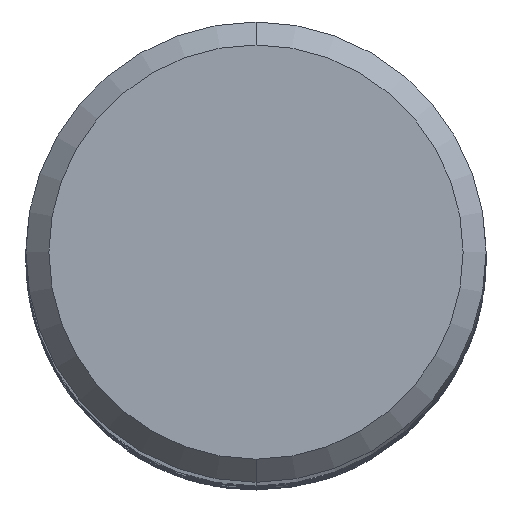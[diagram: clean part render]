
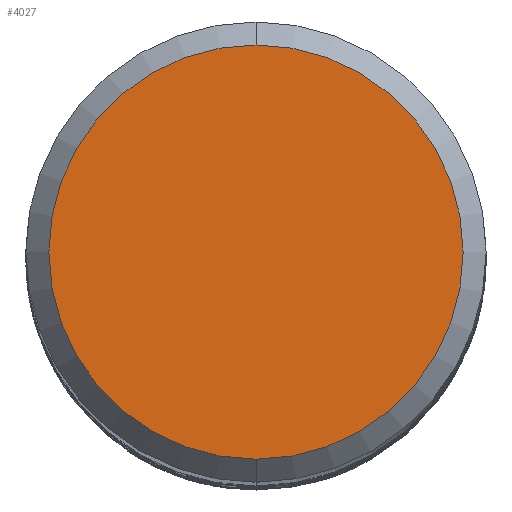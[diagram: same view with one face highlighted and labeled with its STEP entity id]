
A CAD part, top view. The second image highlights one B-rep face of the part: STEP entity #4027.
In plain terms, the highlighted planar face has unit normal (0, 0, 1).
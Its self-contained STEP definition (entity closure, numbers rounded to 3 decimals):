
#1593=VERTEX_POINT('',#4298);
#1619=EDGE_CURVE('',#3203,#1593,#4325,.T.);
#2233=EDGE_CURVE('',#1593,#3203,#4994,.T.);
#3203=VERTEX_POINT('',#6053);
#4027=ADVANCED_FACE('',(#6947),#6948,.T.);
#4298=CARTESIAN_POINT('',(0.0,4.5,0.0));
#4325=CIRCLE('',#9781,4.5);
#4994=CIRCLE('',#20158,4.5);
#6053=CARTESIAN_POINT('',(0.,-4.5,0.0));
#6947=FACE_OUTER_BOUND('',#45004,.T.);
#6948=PLANE('',#45005);
#9781=AXIS2_PLACEMENT_3D('',#45242,#45243,#45244);
#20158=AXIS2_PLACEMENT_3D('',#45971,#45972,#45973);
#45004=EDGE_LOOP('',(#47971,#47972));
#45005=AXIS2_PLACEMENT_3D('',#47973,#47974,#47975);
#45242=CARTESIAN_POINT('',(0.0,0.0,0.0));
#45243=DIRECTION('',(0.0,0.0,-1.0));
#45244=DIRECTION('',(0.0,1.0,0.0));
#45971=CARTESIAN_POINT('',(0.0,0.0,0.0));
#45972=DIRECTION('',(0.0,0.0,-1.0));
#45973=DIRECTION('',(0.0,1.0,0.0));
#47971=ORIENTED_EDGE('',*,*,#2233,.F.);
#47972=ORIENTED_EDGE('',*,*,#1619,.F.);
#47973=CARTESIAN_POINT('',(0.0,2.25,0.0));
#47974=DIRECTION('',(-0.0,0.0,1.0));
#47975=DIRECTION('',(0.0,-1.0,0.0));
